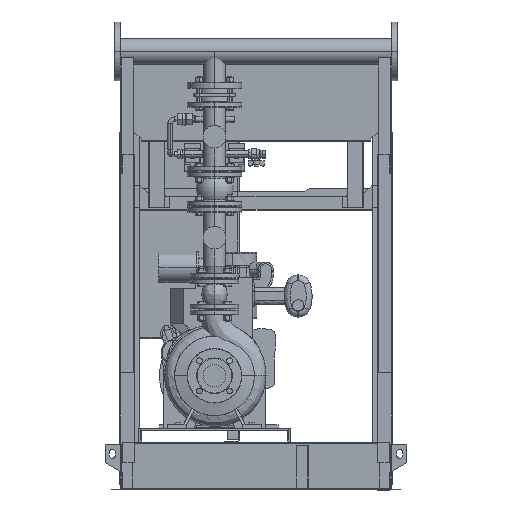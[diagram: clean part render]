
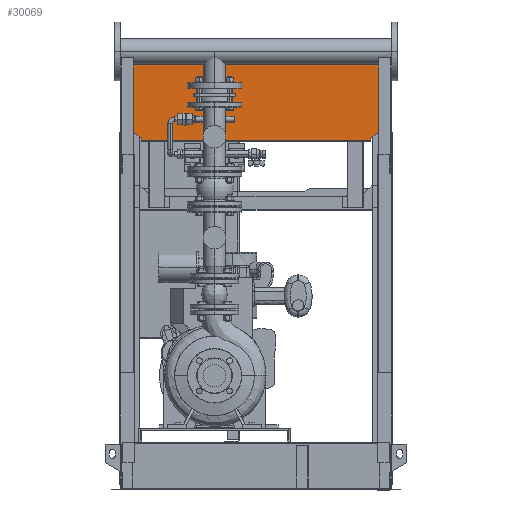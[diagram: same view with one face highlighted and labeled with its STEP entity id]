
A CAD part, left-side view. The second image highlights one B-rep face of the part: STEP entity #30069.
In plain terms, the highlighted planar face has unit normal (-1, 0, 0).
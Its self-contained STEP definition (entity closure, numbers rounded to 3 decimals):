
#29475=CARTESIAN_POINT('',(116.0,409.5,1467.775));
#29476=VERTEX_POINT('',#29475);
#29483=CARTESIAN_POINT('',(116.0,-409.5,1467.775));
#29484=VERTEX_POINT('',#29483);
#29485=CARTESIAN_POINT('',(116.0,-409.5,1467.775));
#29486=DIRECTION('',(0.0,1.0,0.0));
#29487=VECTOR('',#29486,819.0);
#29488=LINE('',#29485,#29487);
#29489=EDGE_CURVE('',#29484,#29476,#29488,.T.);
#29546=CARTESIAN_POINT('',(116.0,-389.5,1187.775));
#29547=VERTEX_POINT('',#29546);
#29554=CARTESIAN_POINT('',(116.0,389.5,1187.775));
#29555=VERTEX_POINT('',#29554);
#29556=CARTESIAN_POINT('',(116.0,389.5,1187.775));
#29557=DIRECTION('',(0.0,-1.0,0.0));
#29558=VECTOR('',#29557,779.0);
#29559=LINE('',#29556,#29558);
#29560=EDGE_CURVE('',#29555,#29547,#29559,.T.);
#29617=CARTESIAN_POINT('',(116.0,409.5,1463.775));
#29618=VERTEX_POINT('',#29617);
#29625=CARTESIAN_POINT('',(116.0,409.5,1467.775));
#29626=DIRECTION('',(0.0,0.0,-1.0));
#29627=VECTOR('',#29626,4.0);
#29628=LINE('',#29625,#29627);
#29629=EDGE_CURVE('',#29476,#29618,#29628,.T.);
#29655=CARTESIAN_POINT('',(116.0,452.0,1463.775));
#29656=VERTEX_POINT('',#29655);
#29663=CARTESIAN_POINT('',(116.0,409.5,1463.775));
#29664=DIRECTION('',(0.0,1.0,0.0));
#29665=VECTOR('',#29664,42.5);
#29666=LINE('',#29663,#29665);
#29667=EDGE_CURVE('',#29618,#29656,#29666,.T.);
#29686=CARTESIAN_POINT('',(116.0,452.0,1212.775));
#29687=VERTEX_POINT('',#29686);
#29694=CARTESIAN_POINT('',(116.0,452.0,1463.775));
#29695=DIRECTION('',(0.0,0.0,-1.0));
#29696=VECTOR('',#29695,251.);
#29697=LINE('',#29694,#29696);
#29698=EDGE_CURVE('',#29656,#29687,#29697,.T.);
#29717=CARTESIAN_POINT('',(116.0,409.5,1212.775));
#29718=VERTEX_POINT('',#29717);
#29725=CARTESIAN_POINT('',(116.0,452.0,1212.775));
#29726=DIRECTION('',(0.0,-1.0,0.0));
#29727=VECTOR('',#29726,42.5);
#29728=LINE('',#29725,#29727);
#29729=EDGE_CURVE('',#29687,#29718,#29728,.T.);
#29748=CARTESIAN_POINT('',(116.0,389.5,1192.775));
#29749=VERTEX_POINT('',#29748);
#29756=CARTESIAN_POINT('',(116.0,409.5,1212.775));
#29757=DIRECTION('',(0.0,-0.707,-0.707));
#29758=VECTOR('',#29757,28.284);
#29759=LINE('',#29756,#29758);
#29760=EDGE_CURVE('',#29718,#29749,#29759,.T.);
#29787=CARTESIAN_POINT('',(116.0,389.5,1192.775));
#29788=DIRECTION('',(0.0,0.0,-1.0));
#29789=VECTOR('',#29788,5.0);
#29790=LINE('',#29787,#29789);
#29791=EDGE_CURVE('',#29749,#29555,#29790,.T.);
#29834=CARTESIAN_POINT('',(116.0,-389.5,1192.775));
#29835=VERTEX_POINT('',#29834);
#29842=CARTESIAN_POINT('',(116.0,-389.5,1187.775));
#29843=DIRECTION('',(0.0,0.0,1.0));
#29844=VECTOR('',#29843,5.0);
#29845=LINE('',#29842,#29844);
#29846=EDGE_CURVE('',#29547,#29835,#29845,.T.);
#29867=CARTESIAN_POINT('',(116.0,-409.5,1212.775));
#29868=VERTEX_POINT('',#29867);
#29875=CARTESIAN_POINT('',(116.0,-389.5,1192.775));
#29876=DIRECTION('',(0.0,-0.707,0.707));
#29877=VECTOR('',#29876,28.284);
#29878=LINE('',#29875,#29877);
#29879=EDGE_CURVE('',#29835,#29868,#29878,.T.);
#29898=CARTESIAN_POINT('',(116.0,-452.0,1212.775));
#29899=VERTEX_POINT('',#29898);
#29906=CARTESIAN_POINT('',(116.0,-409.5,1212.775));
#29907=DIRECTION('',(0.0,-1.0,0.0));
#29908=VECTOR('',#29907,42.5);
#29909=LINE('',#29906,#29908);
#29910=EDGE_CURVE('',#29868,#29899,#29909,.T.);
#29929=CARTESIAN_POINT('',(116.0,-452.0,1463.775));
#29930=VERTEX_POINT('',#29929);
#29937=CARTESIAN_POINT('',(116.0,-452.0,1212.775));
#29938=DIRECTION('',(0.0,0.0,1.0));
#29939=VECTOR('',#29938,251.0);
#29940=LINE('',#29937,#29939);
#29941=EDGE_CURVE('',#29899,#29930,#29940,.T.);
#29960=CARTESIAN_POINT('',(116.0,-409.5,1463.775));
#29961=VERTEX_POINT('',#29960);
#29968=CARTESIAN_POINT('',(116.0,-452.0,1463.775));
#29969=DIRECTION('',(0.0,1.0,0.0));
#29970=VECTOR('',#29969,42.5);
#29971=LINE('',#29968,#29970);
#29972=EDGE_CURVE('',#29930,#29961,#29971,.T.);
#29999=CARTESIAN_POINT('',(116.0,-409.5,1463.775));
#30000=DIRECTION('',(0.0,0.0,1.0));
#30001=VECTOR('',#30000,4.0);
#30002=LINE('',#29999,#30001);
#30003=EDGE_CURVE('',#29961,#29484,#30002,.T.);
#30048=CARTESIAN_POINT('',(116.0,0.,1330.094));
#30049=DIRECTION('',(1.0,0.0,0.0));
#30050=DIRECTION('',(0.0,0.0,-1.0));
#30051=AXIS2_PLACEMENT_3D('',#30048,#30049,#30050);
#30052=PLANE('',#30051);
#30053=ORIENTED_EDGE('',*,*,#29489,.T.);
#30054=ORIENTED_EDGE('',*,*,#29629,.T.);
#30055=ORIENTED_EDGE('',*,*,#29667,.T.);
#30056=ORIENTED_EDGE('',*,*,#29698,.T.);
#30057=ORIENTED_EDGE('',*,*,#29729,.T.);
#30058=ORIENTED_EDGE('',*,*,#29760,.T.);
#30059=ORIENTED_EDGE('',*,*,#29791,.T.);
#30060=ORIENTED_EDGE('',*,*,#29560,.T.);
#30061=ORIENTED_EDGE('',*,*,#29846,.T.);
#30062=ORIENTED_EDGE('',*,*,#29879,.T.);
#30063=ORIENTED_EDGE('',*,*,#29910,.T.);
#30064=ORIENTED_EDGE('',*,*,#29941,.T.);
#30065=ORIENTED_EDGE('',*,*,#29972,.T.);
#30066=ORIENTED_EDGE('',*,*,#30003,.T.);
#30067=EDGE_LOOP('',(#30053,#30054,#30055,#30056,#30057,#30058,#30059,#30060,#30061,#30062,#30063,#30064,#30065,#30066));
#30068=FACE_OUTER_BOUND('',#30067,.T.);
#30069=ADVANCED_FACE('',(#30068),#30052,.F.);
